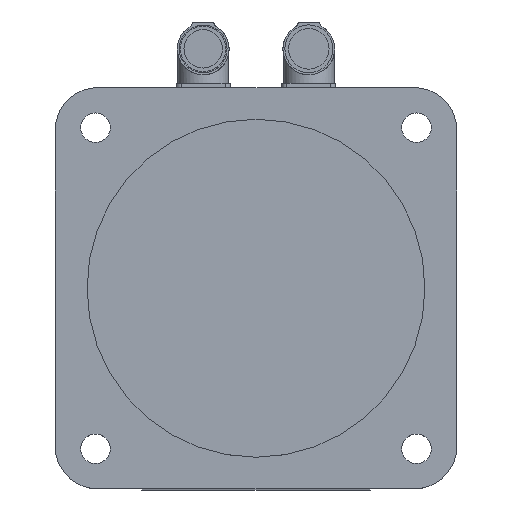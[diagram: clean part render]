
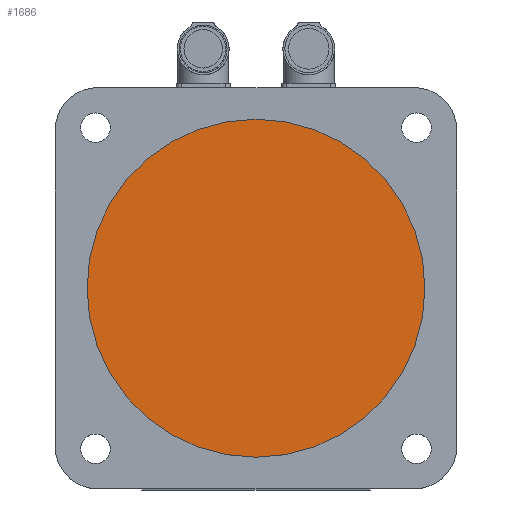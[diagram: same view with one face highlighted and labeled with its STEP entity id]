
A CAD part, top view. The second image highlights one B-rep face of the part: STEP entity #1686.
In plain terms, the highlighted planar face has unit normal (0, 0, 1).
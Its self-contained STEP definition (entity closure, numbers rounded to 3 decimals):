
#120 = CIRCLE ( 'NONE', #1160, 80. ) ;
#137 = ORIENTED_EDGE ( 'NONE', *, *, #2710, .T. ) ;
#222 = DIRECTION ( 'NONE',  ( 0., 0., -1. ) ) ;
#537 = ORIENTED_EDGE ( 'NONE', *, *, #4045, .T. ) ;
#545 = DIRECTION ( 'NONE',  ( 1., 0., 0. ) ) ;
#1160 = AXIS2_PLACEMENT_3D ( 'NONE', #2868, #1621, #545 ) ;
#1362 = CARTESIAN_POINT ( 'NONE',  ( 80., 0., 20.75 ) ) ;
#1621 = DIRECTION ( 'NONE',  ( 0., 0., 1. ) ) ;
#1635 = DIRECTION ( 'NONE',  ( 0., 0., 1. ) ) ;
#1686 = ADVANCED_FACE ( 'NONE', ( #1735 ), #2925, .F. ) ;
#1735 = FACE_OUTER_BOUND ( 'NONE', #3626, .T. ) ;
#1793 = CIRCLE ( 'NONE', #3157, 80. ) ;
#2057 = VERTEX_POINT ( 'NONE', #4522 ) ;
#2710 = EDGE_CURVE ( 'NONE', #3296, #2057, #1793, .T. ) ;
#2762 = AXIS2_PLACEMENT_3D ( 'NONE', #3284, #222, #3382 ) ;
#2868 = CARTESIAN_POINT ( 'NONE',  ( 0., 0., 20.75 ) ) ;
#2925 = PLANE ( 'NONE',  #2762 ) ;
#3157 = AXIS2_PLACEMENT_3D ( 'NONE', #3561, #1635, #4754 ) ;
#3284 = CARTESIAN_POINT ( 'NONE',  ( 0., 0., 20.75 ) ) ;
#3296 = VERTEX_POINT ( 'NONE', #1362 ) ;
#3382 = DIRECTION ( 'NONE',  ( 0., -1., 0. ) ) ;
#3561 = CARTESIAN_POINT ( 'NONE',  ( 0., 0., 20.75 ) ) ;
#3626 = EDGE_LOOP ( 'NONE', ( #137, #537 ) ) ;
#4045 = EDGE_CURVE ( 'NONE', #2057, #3296, #120, .T. ) ;
#4522 = CARTESIAN_POINT ( 'NONE',  ( -80., 0., 20.75 ) ) ;
#4754 = DIRECTION ( 'NONE',  ( 1., 0., 0. ) ) ;
